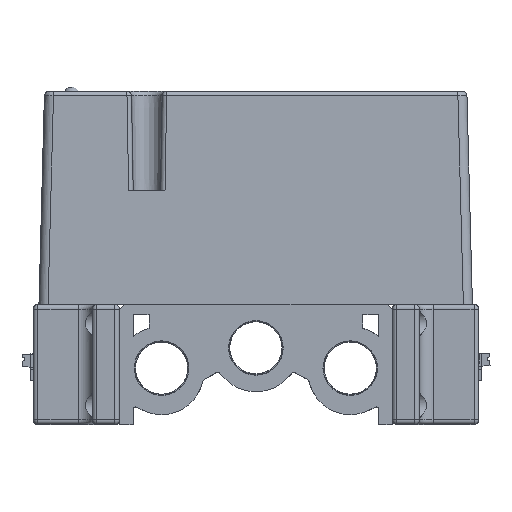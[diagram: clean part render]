
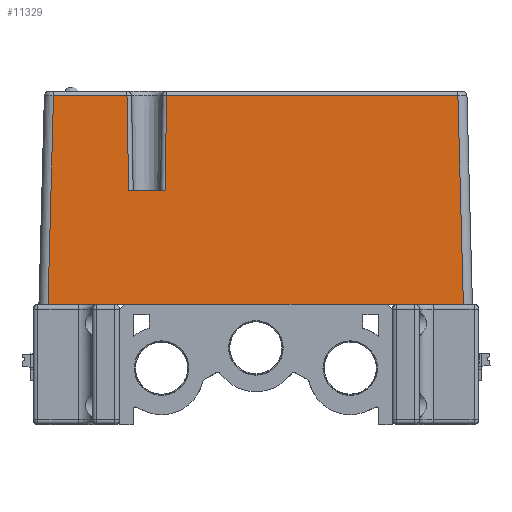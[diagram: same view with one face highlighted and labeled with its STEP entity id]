
A CAD part, front view. The second image highlights one B-rep face of the part: STEP entity #11329.
In plain terms, the highlighted planar face has unit normal (0, -1, 0.026).
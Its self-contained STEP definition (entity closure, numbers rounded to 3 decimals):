
#2786=FACE_OUTER_BOUND('',#23903,.T.);
#11329=ADVANCED_FACE('',(#2786),#17234,.T.);
#17234=PLANE('',#127160);
#23903=EDGE_LOOP('',(#41291,#41292,#41293,#41294,#41295,#41296,#41297,#41298,
#41299,#41300));
#41291=ORIENTED_EDGE('',*,*,#84362,.T.);
#41292=ORIENTED_EDGE('',*,*,#84363,.T.);
#41293=ORIENTED_EDGE('',*,*,#84364,.F.);
#41294=ORIENTED_EDGE('',*,*,#84365,.T.);
#41295=ORIENTED_EDGE('',*,*,#84366,.T.);
#41296=ORIENTED_EDGE('',*,*,#84367,.T.);
#41297=ORIENTED_EDGE('',*,*,#84368,.T.);
#41298=ORIENTED_EDGE('',*,*,#83920,.T.);
#41299=ORIENTED_EDGE('',*,*,#79891,.T.);
#41300=ORIENTED_EDGE('',*,*,#84369,.T.);
#67903=VERTEX_POINT('',#170290);
#67904=VERTEX_POINT('',#170292);
#70553=VERTEX_POINT('',#180038);
#70961=VERTEX_POINT('',#180935);
#70962=VERTEX_POINT('',#180936);
#70963=VERTEX_POINT('',#180938);
#70964=VERTEX_POINT('',#180940);
#70965=VERTEX_POINT('',#180942);
#70966=VERTEX_POINT('',#180944);
#70967=VERTEX_POINT('',#180946);
#79891=EDGE_CURVE('',#67904,#67903,#97516,.T.);
#83920=EDGE_CURVE('',#70553,#67904,#100736,.T.);
#84362=EDGE_CURVE('',#70961,#70962,#101068,.T.);
#84363=EDGE_CURVE('',#70962,#70963,#101069,.T.);
#84364=EDGE_CURVE('',#70964,#70963,#101070,.T.);
#84365=EDGE_CURVE('',#70964,#70965,#101071,.T.);
#84366=EDGE_CURVE('',#70965,#70966,#101072,.T.);
#84367=EDGE_CURVE('',#70966,#70967,#101073,.T.);
#84368=EDGE_CURVE('',#70967,#70553,#101074,.T.);
#84369=EDGE_CURVE('',#67903,#70961,#101075,.T.);
#97516=LINE('',#170291,#111034);
#100736=LINE('',#180037,#114254);
#101068=LINE('',#180934,#114586);
#101069=LINE('',#180937,#114587);
#101070=LINE('',#180939,#114588);
#101071=LINE('',#180941,#114589);
#101072=LINE('',#180943,#114590);
#101073=LINE('',#180945,#114591);
#101074=LINE('',#180947,#114592);
#101075=LINE('',#180948,#114593);
#111034=VECTOR('',#134932,1.);
#114254=VECTOR('',#142306,1.);
#114586=VECTOR('',#142952,1.);
#114587=VECTOR('',#142953,1.);
#114588=VECTOR('',#142954,1.);
#114589=VECTOR('',#142955,1.);
#114590=VECTOR('',#142956,1.);
#114591=VECTOR('',#142957,1.);
#114592=VECTOR('',#142958,1.);
#114593=VECTOR('',#142959,1.);
#127160=AXIS2_PLACEMENT_3D('',#180949,#142960,#142961);
#134932=DIRECTION('',(1.,0.,0.));
#142306=DIRECTION('',(1.,0.,0.));
#142952=DIRECTION('',(-1.,0.,0.));
#142953=DIRECTION('',(-0.017,-0.026,-1.));
#142954=DIRECTION('',(1.,0.,0.));
#142955=DIRECTION('',(-0.017,0.026,1.));
#142956=DIRECTION('',(-1.,0.,0.));
#142957=DIRECTION('',(-0.026,-0.026,-0.999));
#142958=DIRECTION('',(1.,0.,0.));
#142959=DIRECTION('',(-0.026,0.026,0.999));
#142960=DIRECTION('',(0.,-1.,0.026));
#142961=DIRECTION('',(0.,-0.026,-1.));
#170290=CARTESIAN_POINT('',(745.686,-1316.826,-0.1));
#170291=CARTESIAN_POINT('',(730.05,-1316.826,-0.1));
#170292=CARTESIAN_POINT('',(731.05,-1316.826,-0.1));
#180037=CARTESIAN_POINT('',(730.05,-1316.826,-0.1));
#180038=CARTESIAN_POINT('',(669.05,-1316.826,-0.1));
#180934=CARTESIAN_POINT('',(679.05,-1315.624,45.826));
#180935=CARTESIAN_POINT('',(744.484,-1315.624,45.826));
#180936=CARTESIAN_POINT('',(680.415,-1315.624,45.826));
#180937=CARTESIAN_POINT('',(680.049,-1316.172,24.883));
#180938=CARTESIAN_POINT('',(680.05,-1316.172,24.9));
#180939=CARTESIAN_POINT('',(676.05,-1316.172,24.9));
#180940=CARTESIAN_POINT('',(672.05,-1316.172,24.9));
#180941=CARTESIAN_POINT('',(671.685,-1315.624,45.809));
#180942=CARTESIAN_POINT('',(671.685,-1315.624,45.826));
#180943=CARTESIAN_POINT('',(655.542,-1315.624,45.826));
#180944=CARTESIAN_POINT('',(655.516,-1315.624,45.826));
#180945=CARTESIAN_POINT('',(654.345,-1316.795,1.095));
#180946=CARTESIAN_POINT('',(654.314,-1316.826,-0.1));
#180947=CARTESIAN_POINT('',(730.05,-1316.826,-0.1));
#180948=CARTESIAN_POINT('',(745.655,-1316.795,1.095));
#180949=CARTESIAN_POINT('',(700.,-1316.826,-0.1));
